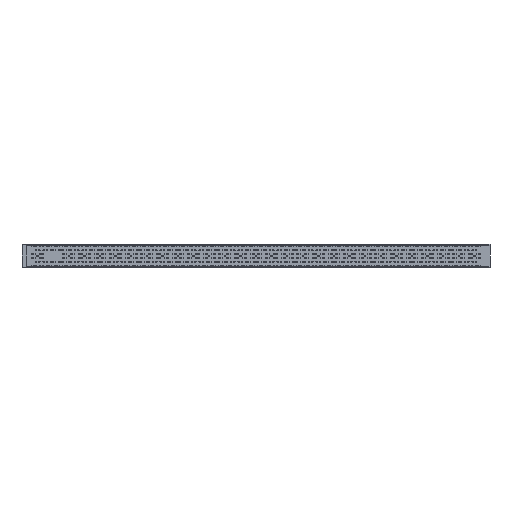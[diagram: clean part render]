
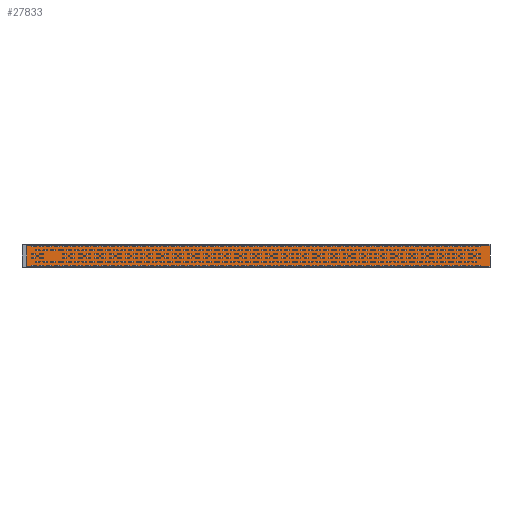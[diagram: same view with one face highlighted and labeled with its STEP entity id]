
A CAD part, top view. The second image highlights one B-rep face of the part: STEP entity #27833.
In plain terms, the highlighted planar face has unit normal (0, 0, 1).
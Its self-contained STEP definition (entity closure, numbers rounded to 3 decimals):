
#3775=FACE_OUTER_BOUND('',#5096,.T.);
#5096=EDGE_LOOP('',(#21368,#21369,#21370,#21371));
#6451=LINE('',#45603,#8963);
#6452=LINE('',#45605,#8964);
#6453=LINE('',#45607,#8965);
#6454=LINE('',#45608,#8966);
#8963=VECTOR('',#35469,1.);
#8964=VECTOR('',#35470,1.);
#8965=VECTOR('',#35471,1.);
#8966=VECTOR('',#35472,1.);
#11494=VERTEX_POINT('',#45601);
#11495=VERTEX_POINT('',#45602);
#11496=VERTEX_POINT('',#45604);
#11497=VERTEX_POINT('',#45606);
#16379=EDGE_CURVE('',#11494,#11495,#6451,.F.);
#16380=EDGE_CURVE('',#11494,#11496,#6452,.T.);
#16381=EDGE_CURVE('',#11496,#11497,#6453,.T.);
#16382=EDGE_CURVE('',#11495,#11497,#6454,.T.);
#21368=ORIENTED_EDGE('',*,*,#16379,.F.);
#21369=ORIENTED_EDGE('',*,*,#16380,.T.);
#21370=ORIENTED_EDGE('',*,*,#16381,.T.);
#21371=ORIENTED_EDGE('',*,*,#16382,.F.);
#26573=PLANE('',#31594);
#27833=ADVANCED_FACE('',(#3775),#26573,.F.);
#31594=AXIS2_PLACEMENT_3D('',#45600,#35467,#35468);
#35467=DIRECTION('center_axis',(0.,0.,-1.));
#35468=DIRECTION('ref_axis',(-1.,0.,0.));
#35469=DIRECTION('',(1.,0.,0.));
#35470=DIRECTION('',(0.,1.,0.));
#35471=DIRECTION('',(-1.,0.,0.));
#35472=DIRECTION('',(0.,1.,0.));
#45600=CARTESIAN_POINT('Origin',(-32.001,76.54,-37.9));
#45601=CARTESIAN_POINT('',(2966.999,76.54,-37.9));
#45602=CARTESIAN_POINT('',(-32.011,76.54,-37.9));
#45603=CARTESIAN_POINT('',(-32.006,76.54,-37.9));
#45604=CARTESIAN_POINT('',(2966.999,221.34,-37.9));
#45605=CARTESIAN_POINT('',(2966.999,148.94,-37.9));
#45606=CARTESIAN_POINT('',(-32.011,221.34,-37.9));
#45607=CARTESIAN_POINT('',(-32.006,221.34,-37.9));
#45608=CARTESIAN_POINT('',(-32.011,148.94,-37.9));
